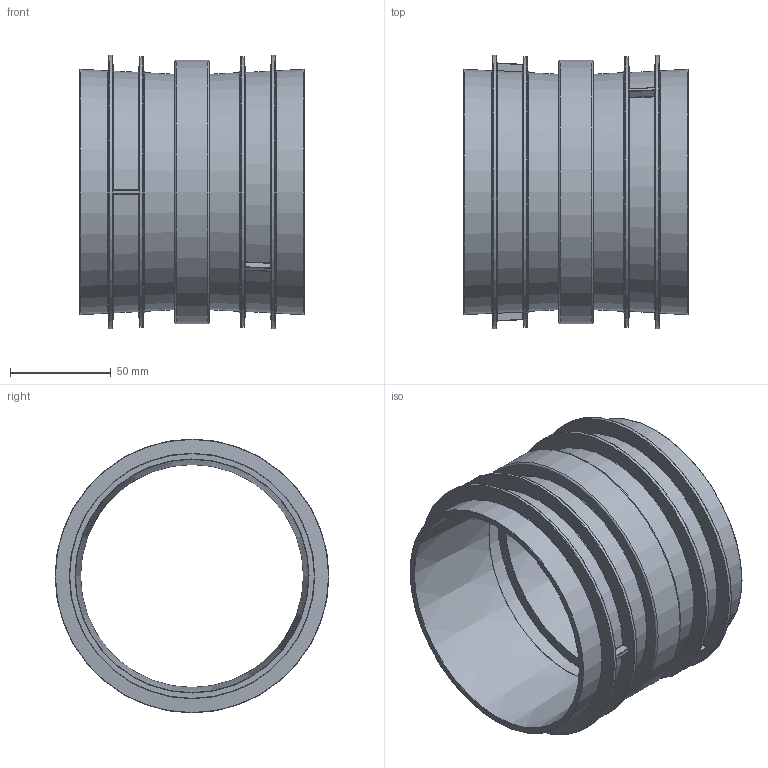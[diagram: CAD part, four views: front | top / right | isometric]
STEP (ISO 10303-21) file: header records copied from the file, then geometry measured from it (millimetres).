
FILE_DESCRIPTION(/* description */ (''),/* implementation_level */ '2;1');
FILE_NAME(/* name */ '820900z.stp',/* time_stamp */ '2023-10-10T09:51:27+02:00',/* author */ ('corinna'),/* organization */ (''),/* preprocessor_version */ 'ST-DEVELOPER v20',/* originating_system */ 'Autodesk Inventor 2024',/* authorisation */ '');
FILE_SCHEMA (('AUTOMOTIVE_DESIGN { 1 0 10303 214 3 1 1 }'));
Length unit declared in the file: millimetre
Products named in the file (1): 820900z
Bounding box: 111.3 x 135.78 x 135.78 mm (x, y, z)
Volume: 176372.6 mm3; surface area: 116749.7 mm2
Topology: 1 solids, 1 shells, 138 faces, 332 edges, 200 vertices
Faces by surface type: bspline 40, torus 32, cone 22, plane 18, sphere 16, cylinder 10
Full cylindrical faces by diameter (mm): 120.6 x1, 130.6 x1
Entity records: 4999 total; most frequent: CARTESIAN_POINT 1931, ORIENTED_EDGE 664, DIRECTION 614, EDGE_CURVE 332, AXIS2_PLACEMENT_3D 289, VERTEX_POINT 200, CIRCLE 190, EDGE_LOOP 144
